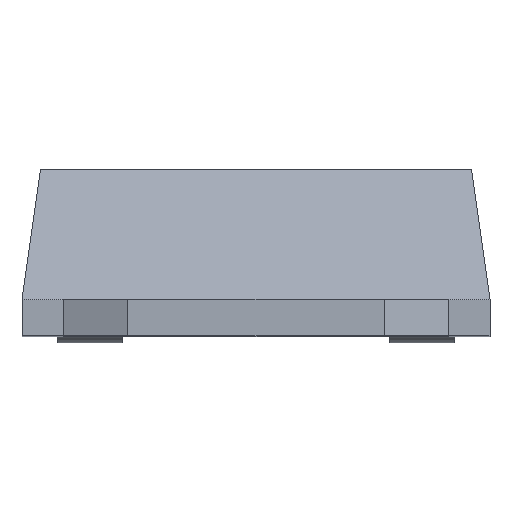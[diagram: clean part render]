
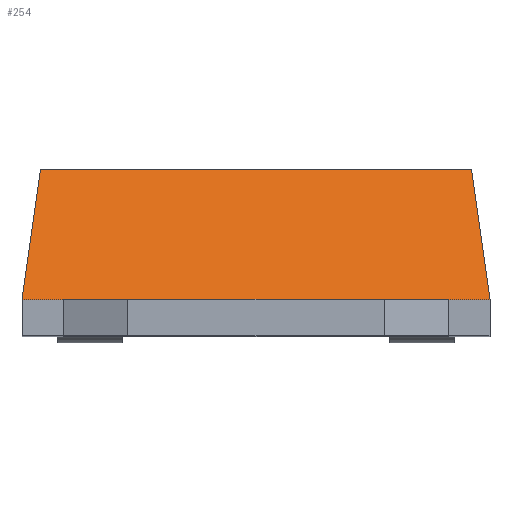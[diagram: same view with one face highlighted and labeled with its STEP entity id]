
A CAD part, top view. The second image highlights one B-rep face of the part: STEP entity #254.
In plain terms, the highlighted planar face has unit normal (0, 0.354, 0.935).
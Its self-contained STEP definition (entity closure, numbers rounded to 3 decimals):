
#134 = AXIS2_PLACEMENT_3D ( 'NONE', #2020, #541, #3007 ) ;
#158 = LINE ( 'NONE', #1910, #2685 ) ;
#199 = EDGE_CURVE ( 'NONE', #1870, #713, #1504, .T. ) ;
#224 = ORIENTED_EDGE ( 'NONE', *, *, #2791, .F. ) ;
#254 = ADVANCED_FACE ( 'NONE', ( #2800 ), #309, .F. ) ;
#258 = VECTOR ( 'NONE', #1570, 1000. ) ;
#299 = VERTEX_POINT ( 'NONE', #2331 ) ;
#309 = PLANE ( 'NONE',  #134 ) ;
#350 = EDGE_CURVE ( 'NONE', #713, #299, #158, .T. ) ;
#442 = LINE ( 'NONE', #816, #258 ) ;
#517 = EDGE_LOOP ( 'NONE', ( #1318, #1793, #224, #821 ) ) ;
#541 = DIRECTION ( 'NONE',  ( 0., -0.354, -0.935 ) ) ;
#564 = VECTOR ( 'NONE', #1490, 1000. ) ;
#612 = CARTESIAN_POINT ( 'NONE',  ( 3.225, -1.8, 4.658 ) ) ;
#713 = VERTEX_POINT ( 'NONE', #2979 ) ;
#736 = VECTOR ( 'NONE', #1785, 1000. ) ;
#816 = CARTESIAN_POINT ( 'NONE',  ( 3.225, -1.8, 4.658 ) ) ;
#821 = ORIENTED_EDGE ( 'NONE', *, *, #1204, .T. ) ;
#1204 = EDGE_CURVE ( 'NONE', #2990, #1870, #2538, .T. ) ;
#1318 = ORIENTED_EDGE ( 'NONE', *, *, #199, .T. ) ;
#1490 = DIRECTION ( 'NONE',  ( -0.131, 0.927, -0.351 ) ) ;
#1504 = LINE ( 'NONE', #2382, #736 ) ;
#1570 = DIRECTION ( 'NONE',  ( -1., 0., 0. ) ) ;
#1785 = DIRECTION ( 'NONE',  ( -1., 0., 0. ) ) ;
#1793 = ORIENTED_EDGE ( 'NONE', *, *, #350, .T. ) ;
#1870 = VERTEX_POINT ( 'NONE', #3014 ) ;
#1910 = CARTESIAN_POINT ( 'NONE',  ( -3.114, -1.016, 4.362 ) ) ;
#1958 = CARTESIAN_POINT ( 'NONE',  ( 3.225, -1.8, 4.658 ) ) ;
#2020 = CARTESIAN_POINT ( 'NONE',  ( 3.225, -1.8, 4.658 ) ) ;
#2331 = CARTESIAN_POINT ( 'NONE',  ( -3.225, -1.8, 4.658 ) ) ;
#2382 = CARTESIAN_POINT ( 'NONE',  ( 3.225, 0., 3.978 ) ) ;
#2538 = LINE ( 'NONE', #1958, #564 ) ;
#2685 = VECTOR ( 'NONE', #2879, 1000. ) ;
#2791 = EDGE_CURVE ( 'NONE', #2990, #299, #442, .T. ) ;
#2800 = FACE_OUTER_BOUND ( 'NONE', #517, .T. ) ;
#2879 = DIRECTION ( 'NONE',  ( -0.131, -0.927, 0.351 ) ) ;
#2979 = CARTESIAN_POINT ( 'NONE',  ( -2.971, 0., 3.978 ) ) ;
#2990 = VERTEX_POINT ( 'NONE', #612 ) ;
#3007 = DIRECTION ( 'NONE',  ( 0., 0.935, -0.354 ) ) ;
#3014 = CARTESIAN_POINT ( 'NONE',  ( 2.971, 0., 3.978 ) ) ;
